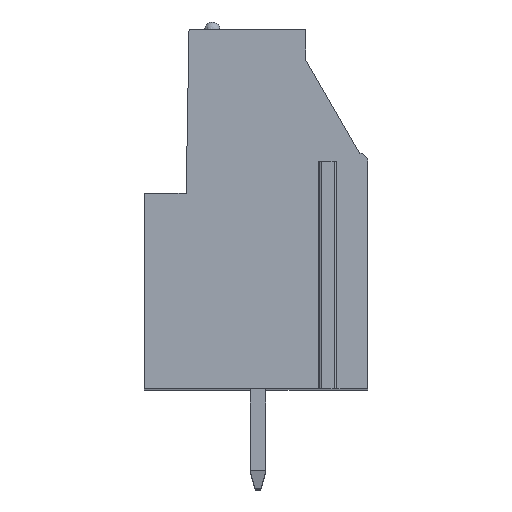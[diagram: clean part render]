
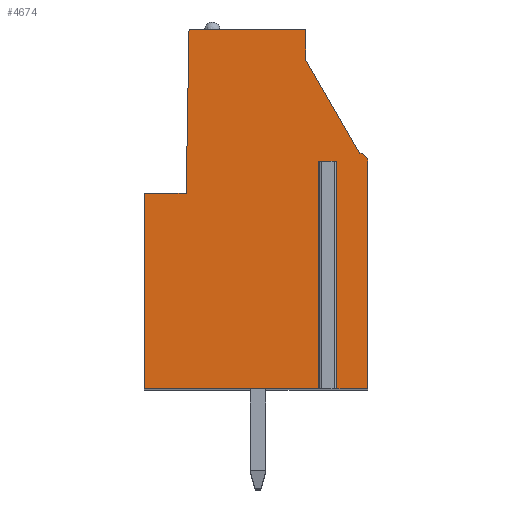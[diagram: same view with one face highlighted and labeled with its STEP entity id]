
A CAD part, top view. The second image highlights one B-rep face of the part: STEP entity #4674.
In plain terms, the highlighted planar face has unit normal (0, 0, 1).
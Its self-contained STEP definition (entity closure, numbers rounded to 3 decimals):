
#598=DIRECTION('',(1.,0.,0.));
#599=VECTOR('',#598,0.5);
#600=CARTESIAN_POINT('',(3.347,2.4,2.54));
#601=LINE('',#600,#599);
#602=DIRECTION('',(0.,1.,0.));
#603=VECTOR('',#602,11.4);
#604=CARTESIAN_POINT('',(3.347,-9.,2.54));
#605=LINE('',#604,#603);
#606=DIRECTION('',(1.,0.,0.));
#607=VECTOR('',#606,8.95);
#608=CARTESIAN_POINT('',(-5.603,-9.,2.54));
#609=LINE('',#608,#607);
#610=DIRECTION('',(0.,-1.,0.));
#611=VECTOR('',#610,9.8);
#612=CARTESIAN_POINT('',(-5.603,0.8,2.54));
#613=LINE('',#612,#611);
#614=DIRECTION('',(-1.,0.,0.));
#615=VECTOR('',#614,2.1);
#616=CARTESIAN_POINT('',(-3.503,0.8,2.54));
#617=LINE('',#616,#615);
#618=DIRECTION('',(-0.017,-1.,0.));
#619=VECTOR('',#618,8.201);
#620=CARTESIAN_POINT('',(-3.36,9.,2.54));
#621=LINE('',#620,#619);
#622=DIRECTION('',(-1.,0.,0.));
#623=VECTOR('',#622,5.86);
#624=CARTESIAN_POINT('',(2.5,9.,2.54));
#625=LINE('',#624,#623);
#626=DIRECTION('',(0.,1.,0.));
#627=VECTOR('',#626,1.523);
#628=CARTESIAN_POINT('',(2.5,7.477,2.54));
#629=LINE('',#628,#627);
#630=DIRECTION('',(-0.5,0.866,0.));
#631=VECTOR('',#630,5.394);
#632=CARTESIAN_POINT('',(5.197,2.805,2.54));
#633=LINE('',#632,#631);
#634=CARTESIAN_POINT('',(5.197,2.405,2.54));
#635=DIRECTION('',(0.,0.,1.));
#636=DIRECTION('',(1.,0.,0.));
#637=AXIS2_PLACEMENT_3D('',#634,#635,#636);
#639=DIRECTION('',(0.,1.,0.));
#640=VECTOR('',#639,11.405);
#641=CARTESIAN_POINT('',(5.597,-9.,2.54));
#642=LINE('',#641,#640);
#643=DIRECTION('',(1.,0.,0.));
#644=VECTOR('',#643,1.75);
#645=CARTESIAN_POINT('',(3.847,-9.,2.54));
#646=LINE('',#645,#644);
#647=DIRECTION('',(0.,1.,0.));
#648=VECTOR('',#647,11.4);
#649=CARTESIAN_POINT('',(3.847,-9.,2.54));
#650=LINE('',#649,#648);
#3283=CARTESIAN_POINT('',(5.597,-9.,2.54));
#3284=CARTESIAN_POINT('',(5.597,2.405,2.54));
#3285=VERTEX_POINT('',#3283);
#3286=VERTEX_POINT('',#3284);
#3287=CARTESIAN_POINT('',(5.197,2.805,2.54));
#3288=VERTEX_POINT('',#3287);
#3289=CARTESIAN_POINT('',(2.5,7.477,2.54));
#3290=VERTEX_POINT('',#3289);
#3291=CARTESIAN_POINT('',(2.5,9.,2.54));
#3292=VERTEX_POINT('',#3291);
#3293=CARTESIAN_POINT('',(-3.36,9.,2.54));
#3294=VERTEX_POINT('',#3293);
#3295=CARTESIAN_POINT('',(-3.503,0.8,2.54));
#3296=VERTEX_POINT('',#3295);
#3297=CARTESIAN_POINT('',(-5.603,0.8,2.54));
#3298=VERTEX_POINT('',#3297);
#3299=CARTESIAN_POINT('',(-5.603,-9.,2.54));
#3300=VERTEX_POINT('',#3299);
#3337=CARTESIAN_POINT('',(3.347,2.4,2.54));
#3338=CARTESIAN_POINT('',(3.847,2.4,2.54));
#3339=VERTEX_POINT('',#3337);
#3340=VERTEX_POINT('',#3338);
#3341=CARTESIAN_POINT('',(3.347,-9.,2.54));
#3342=VERTEX_POINT('',#3341);
#3343=CARTESIAN_POINT('',(3.847,-9.,2.54));
#3344=VERTEX_POINT('',#3343);
#4651=CARTESIAN_POINT('',(0.,0.,2.54));
#4652=DIRECTION('',(0.,0.,1.));
#4653=DIRECTION('',(1.,0.,0.));
#4654=AXIS2_PLACEMENT_3D('',#4651,#4652,#4653);
#4655=PLANE('',#4654);
#4657=ORIENTED_EDGE('',*,*,#4656,.F.);
#4659=ORIENTED_EDGE('',*,*,#4658,.F.);
#4660=ORIENTED_EDGE('',*,*,#4195,.F.);
#4661=ORIENTED_EDGE('',*,*,#4390,.F.);
#4662=ORIENTED_EDGE('',*,*,#4404,.F.);
#4663=ORIENTED_EDGE('',*,*,#4418,.F.);
#4664=ORIENTED_EDGE('',*,*,#4432,.F.);
#4665=ORIENTED_EDGE('',*,*,#4524,.F.);
#4666=ORIENTED_EDGE('',*,*,#4538,.F.);
#4667=ORIENTED_EDGE('',*,*,#4552,.F.);
#4668=ORIENTED_EDGE('',*,*,#4565,.F.);
#4669=ORIENTED_EDGE('',*,*,#4207,.F.);
#4671=ORIENTED_EDGE('',*,*,#4670,.T.);
#4672=EDGE_LOOP('',(#4657,#4659,#4660,#4661,#4662,#4663,#4664,#4665,#4666,#4667,
#4668,#4669,#4671));
#4673=FACE_OUTER_BOUND('',#4672,.F.);
#638=CIRCLE('',#637,0.4);
#4195=EDGE_CURVE('',#3300,#3342,#609,.T.);
#4207=EDGE_CURVE('',#3344,#3285,#646,.T.);
#4390=EDGE_CURVE('',#3298,#3300,#613,.T.);
#4404=EDGE_CURVE('',#3296,#3298,#617,.T.);
#4418=EDGE_CURVE('',#3294,#3296,#621,.T.);
#4432=EDGE_CURVE('',#3292,#3294,#625,.T.);
#4524=EDGE_CURVE('',#3290,#3292,#629,.T.);
#4538=EDGE_CURVE('',#3288,#3290,#633,.T.);
#4552=EDGE_CURVE('',#3286,#3288,#638,.T.);
#4565=EDGE_CURVE('',#3285,#3286,#642,.T.);
#4656=EDGE_CURVE('',#3339,#3340,#601,.T.);
#4658=EDGE_CURVE('',#3342,#3339,#605,.T.);
#4670=EDGE_CURVE('',#3344,#3340,#650,.T.);
#4674=ADVANCED_FACE('',(#4673),#4655,.T.);
